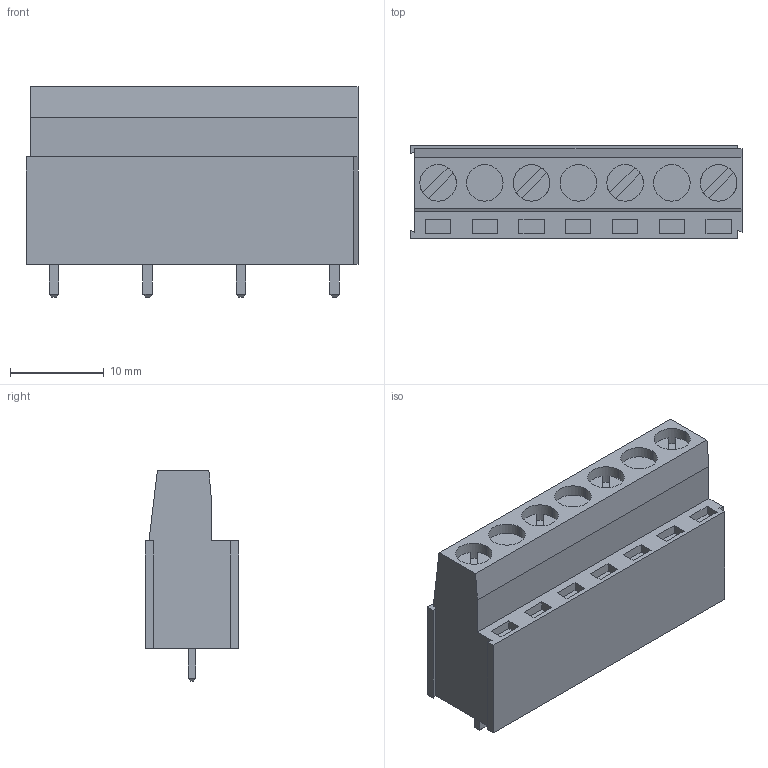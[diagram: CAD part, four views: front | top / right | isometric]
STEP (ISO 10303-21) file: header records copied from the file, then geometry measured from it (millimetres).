
FILE_DESCRIPTION((''),'2;1');
FILE_NAME('C-282858-4','2008-10-25T',('workeradm'),('Tyco Electronics Corporation'),'PRO/ENGINEER BY PARAMETRIC TECHNOLOGY CORPORATION, 2005450','PRO/ENGINEER BY PARAMETRIC TECHNOLOGY CORPORATION, 2005450','');
FILE_SCHEMA(('CONFIG_CONTROL_DESIGN', 'GEOMETRIC_VALIDATION_PROPERTIES_MIM'));
Length unit declared in the file: millimetre
Products named in the file (1): C-282858-4
Bounding box: 35.5 x 10 x 22.5 mm (x, y, z)
Volume: 5365.3 mm3; surface area: 2701.9 mm2
Topology: 1 solids, 1 shells, 163 faces, 391 edges, 255 vertices
Faces by surface type: plane 149, cylinder 14
Entity records: 5964 total; most frequent: CARTESIAN_POINT 810, ORIENTED_EDGE 782, DIRECTION 761, PRESENTATION_STYLE_ASSIGNMENT 392, STYLED_ITEM 392, CURVE_STYLE 391, EDGE_CURVE 391, VECTOR 347
